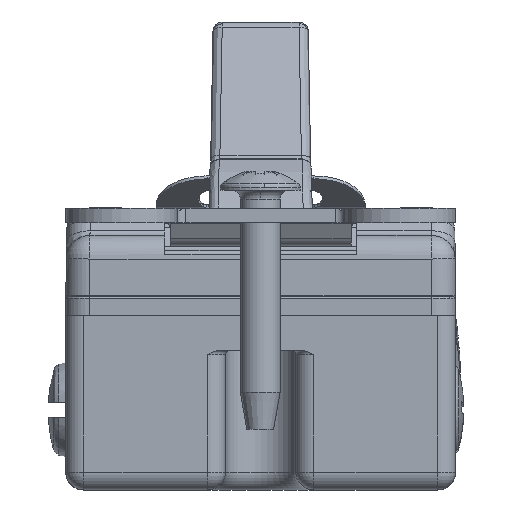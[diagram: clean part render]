
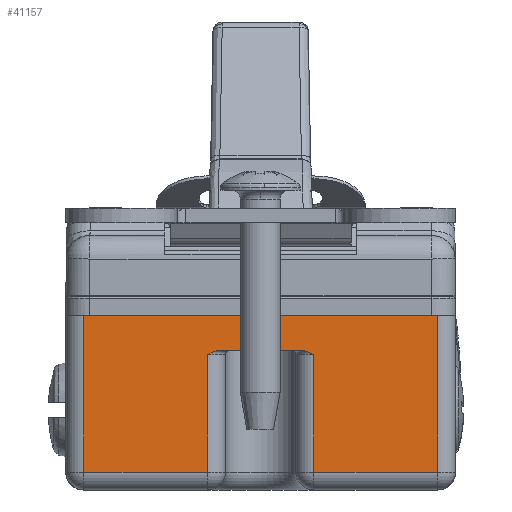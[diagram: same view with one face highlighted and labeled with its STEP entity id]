
A CAD part, left-side view. The second image highlights one B-rep face of the part: STEP entity #41157.
In plain terms, the highlighted planar face has unit normal (-1, 0, 0).
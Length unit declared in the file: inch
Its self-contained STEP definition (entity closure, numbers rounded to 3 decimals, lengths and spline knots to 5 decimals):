
#1935 = VECTOR ( 'NONE', #79661, 39.37008 ) ;
#1949 = B_SPLINE_CURVE_WITH_KNOTS ( 'NONE', 3,
 ( #102629, #26105, #74415, #56228, #64386, #120792 ),
 .UNSPECIFIED., .F., .F.,
 ( 4, 2, 4 ),
 ( -0.00001, 0.0006, 0.00121 ),
 .UNSPECIFIED. ) ;
#3138 = LINE ( 'NONE', #12553, #1935 ) ;
#3922 = DIRECTION ( 'NONE',  ( 0., 0., 1. ) ) ;
#6725 = CARTESIAN_POINT ( 'NONE',  ( 19.41723, 35.31557, 51.81144 ) ) ;
#7896 = CARTESIAN_POINT ( 'NONE',  ( 19.41723, 34.06357, 52.33944 ) ) ;
#12553 = CARTESIAN_POINT ( 'NONE',  ( 19.41723, 35.31557, 52.33944 ) ) ;
#13320 = LINE ( 'NONE', #24570, #105006 ) ;
#14917 = EDGE_CURVE ( 'NONE', #120210, #28629, #102565, .T. ) ;
#16626 = DIRECTION ( 'NONE',  ( 0., 0., -1. ) ) ;
#16658 = LINE ( 'NONE', #33182, #77091 ) ;
#17540 = ORIENTED_EDGE ( 'NONE', *, *, #82169, .T. ) ;
#17961 = EDGE_CURVE ( 'NONE', #58741, #35295, #59869, .T. ) ;
#18069 = VECTOR ( 'NONE', #16626, 39.37008 ) ;
#18801 = DIRECTION ( 'NONE',  ( 0., -1., 0. ) ) ;
#19508 = CARTESIAN_POINT ( 'NONE',  ( 19.41723, 34.06357, 51.81144 ) ) ;
#20282 = VERTEX_POINT ( 'NONE', #54427 ) ;
#24570 = CARTESIAN_POINT ( 'NONE',  ( 19.41723, 34.06357, 52.33944 ) ) ;
#26105 = CARTESIAN_POINT ( 'NONE',  ( 19.41723, 34.83094, 52.21101 ) ) ;
#27767 = VERTEX_POINT ( 'NONE', #7896 ) ;
#28423 = CARTESIAN_POINT ( 'NONE',  ( 19.41723, 34.83807, 51.81144 ) ) ;
#28629 = VERTEX_POINT ( 'NONE', #63871 ) ;
#30515 = VECTOR ( 'NONE', #99947, 39.37008 ) ;
#31842 = ORIENTED_EDGE ( 'NONE', *, *, #113566, .T. ) ;
#33182 = CARTESIAN_POINT ( 'NONE',  ( 19.41723, 35.31557, 52.22244 ) ) ;
#35295 = VERTEX_POINT ( 'NONE', #108996 ) ;
#37009 = LINE ( 'NONE', #114107, #86635 ) ;
#39203 = DIRECTION ( 'NONE',  ( 0., 1., 0. ) ) ;
#41157 = ADVANCED_FACE ( 'NONE', ( #104409 ), #48601, .F. ) ;
#41936 = ORIENTED_EDGE ( 'NONE', *, *, #116394, .T. ) ;
#42169 = CARTESIAN_POINT ( 'NONE',  ( 19.41723, 34.48817, 52.21099 ) ) ;
#43216 = DIRECTION ( 'NONE',  ( 0., -1., 0. ) ) ;
#48601 = PLANE ( 'NONE',  #57784 ) ;
#52418 = EDGE_CURVE ( 'NONE', #28629, #100323, #37009, .T. ) ;
#54427 = CARTESIAN_POINT ( 'NONE',  ( 19.41723, 34.52607, 52.22244 ) ) ;
#54800 = VERTEX_POINT ( 'NONE', #82339 ) ;
#56228 = CARTESIAN_POINT ( 'NONE',  ( 19.41723, 34.80887, 52.22028 ) ) ;
#57416 = DIRECTION ( 'NONE',  ( 1., 0., 0. ) ) ;
#57784 = AXIS2_PLACEMENT_3D ( 'NONE', #85614, #57416, #39203 ) ;
#58741 = VERTEX_POINT ( 'NONE', #28423 ) ;
#59869 = LINE ( 'NONE', #117493, #30515 ) ;
#60262 = LINE ( 'NONE', #80929, #81285 ) ;
#63448 = EDGE_CURVE ( 'NONE', #35295, #82764, #1949, .T. ) ;
#63871 = CARTESIAN_POINT ( 'NONE',  ( 19.41723, 34.48107, 51.81144 ) ) ;
#64386 = CARTESIAN_POINT ( 'NONE',  ( 19.41723, 34.80113, 52.22244 ) ) ;
#68289 = CARTESIAN_POINT ( 'NONE',  ( 19.41723, 35.25557, 51.81144 ) ) ;
#68539 = CARTESIAN_POINT ( 'NONE',  ( 19.41723, 34.52607, 52.22244 ) ) ;
#70285 = DIRECTION ( 'NONE',  ( 0., 0., -1. ) ) ;
#74415 = CARTESIAN_POINT ( 'NONE',  ( 19.41723, 34.82379, 52.21459 ) ) ;
#74743 = ORIENTED_EDGE ( 'NONE', *, *, #52418, .T. ) ;
#74969 = CARTESIAN_POINT ( 'NONE',  ( 19.41723, 34.48107, 52.33944 ) ) ;
#77091 = VECTOR ( 'NONE', #43216, 39.37008 ) ;
#79661 = DIRECTION ( 'NONE',  ( 0., -1., 0. ) ) ;
#80929 = CARTESIAN_POINT ( 'NONE',  ( 19.41723, 35.25557, 52.33944 ) ) ;
#81285 = VECTOR ( 'NONE', #70285, 39.37008 ) ;
#81542 = ORIENTED_EDGE ( 'NONE', *, *, #89314, .F. ) ;
#82169 = EDGE_CURVE ( 'NONE', #54800, #98394, #60262, .T. ) ;
#82339 = CARTESIAN_POINT ( 'NONE',  ( 19.41723, 35.25557, 52.33944 ) ) ;
#82434 = ORIENTED_EDGE ( 'NONE', *, *, #17961, .T. ) ;
#82764 = VERTEX_POINT ( 'NONE', #107984 ) ;
#83643 = ORIENTED_EDGE ( 'NONE', *, *, #14917, .T. ) ;
#85614 = CARTESIAN_POINT ( 'NONE',  ( 19.41723, 35.31557, 52.33944 ) ) ;
#86635 = VECTOR ( 'NONE', #18801, 39.37008 ) ;
#88490 = ORIENTED_EDGE ( 'NONE', *, *, #63448, .T. ) ;
#89314 = EDGE_CURVE ( 'NONE', #54800, #27767, #3138, .T. ) ;
#95564 = VECTOR ( 'NONE', #120839, 39.37008 ) ;
#98394 = VERTEX_POINT ( 'NONE', #68289 ) ;
#98562 = EDGE_CURVE ( 'NONE', #98394, #58741, #109606, .T. ) ;
#99947 = DIRECTION ( 'NONE',  ( 0., 0., 1. ) ) ;
#100323 = VERTEX_POINT ( 'NONE', #19508 ) ;
#100641 = B_SPLINE_CURVE_WITH_KNOTS ( 'NONE', 3,
 ( #68539, #106771, #107388, #120470, #42169, #108627 ),
 .UNSPECIFIED., .F., .F.,
 ( 4, 2, 4 ),
 ( 0., 0.0006, 0.00121 ),
 .UNSPECIFIED. ) ;
#102565 = LINE ( 'NONE', #74969, #18069 ) ;
#102629 = CARTESIAN_POINT ( 'NONE',  ( 19.41723, 34.83807, 52.20744 ) ) ;
#104409 = FACE_OUTER_BOUND ( 'NONE', #109197, .T. ) ;
#105006 = VECTOR ( 'NONE', #3922, 39.37008 ) ;
#106771 = CARTESIAN_POINT ( 'NONE',  ( 19.41723, 34.518, 52.22244 ) ) ;
#107388 = CARTESIAN_POINT ( 'NONE',  ( 19.41723, 34.51026, 52.22028 ) ) ;
#107984 = CARTESIAN_POINT ( 'NONE',  ( 19.41723, 34.79307, 52.22244 ) ) ;
#108627 = CARTESIAN_POINT ( 'NONE',  ( 19.41723, 34.48107, 52.20744 ) ) ;
#108996 = CARTESIAN_POINT ( 'NONE',  ( 19.41723, 34.83807, 52.20744 ) ) ;
#109197 = EDGE_LOOP ( 'NONE', ( #17540, #121260, #82434, #88490, #41936, #31842, #83643, #74743, #110431, #81542 ) ) ;
#109606 = LINE ( 'NONE', #6725, #95564 ) ;
#110112 = EDGE_CURVE ( 'NONE', #100323, #27767, #13320, .T. ) ;
#110431 = ORIENTED_EDGE ( 'NONE', *, *, #110112, .T. ) ;
#113566 = EDGE_CURVE ( 'NONE', #20282, #120210, #100641, .T. ) ;
#114107 = CARTESIAN_POINT ( 'NONE',  ( 19.41723, 35.31557, 51.81144 ) ) ;
#116394 = EDGE_CURVE ( 'NONE', #82764, #20282, #16658, .T. ) ;
#117493 = CARTESIAN_POINT ( 'NONE',  ( 19.41723, 34.83807, 52.33944 ) ) ;
#119761 = CARTESIAN_POINT ( 'NONE',  ( 19.41723, 34.48107, 52.20744 ) ) ;
#120210 = VERTEX_POINT ( 'NONE', #119761 ) ;
#120470 = CARTESIAN_POINT ( 'NONE',  ( 19.41723, 34.49534, 52.21459 ) ) ;
#120792 = CARTESIAN_POINT ( 'NONE',  ( 19.41723, 34.79307, 52.22244 ) ) ;
#120839 = DIRECTION ( 'NONE',  ( 0., -1., 0. ) ) ;
#121260 = ORIENTED_EDGE ( 'NONE', *, *, #98562, .T. ) ;
